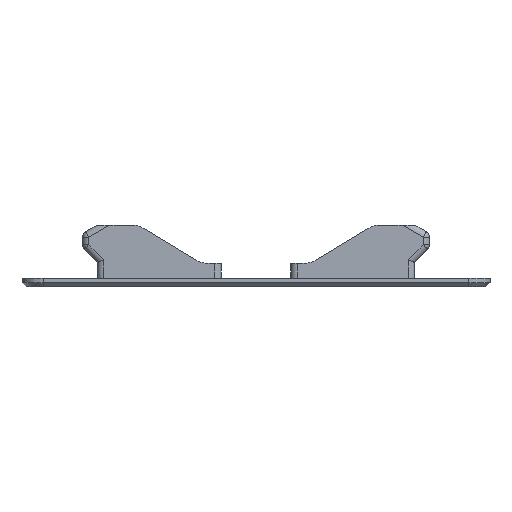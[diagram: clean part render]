
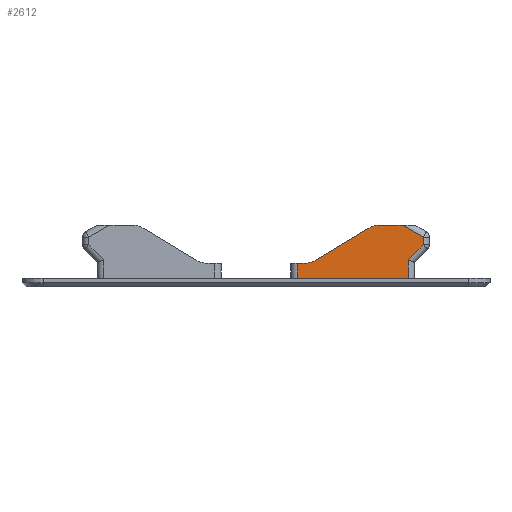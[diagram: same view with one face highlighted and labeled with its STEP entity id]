
A CAD part, left-side view. The second image highlights one B-rep face of the part: STEP entity #2612.
In plain terms, the highlighted planar face has unit normal (-1, 0, 0).
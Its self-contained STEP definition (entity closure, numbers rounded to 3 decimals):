
#115 = VERTEX_POINT ( 'NONE', #3555 ) ;
#160 = VECTOR ( 'NONE', #6409, 1000. ) ;
#178 = CARTESIAN_POINT ( 'NONE',  ( -55., 0., 0. ) ) ;
#197 = VECTOR ( 'NONE', #1684, 1000. ) ;
#201 = LINE ( 'NONE', #3360, #160 ) ;
#224 = DIRECTION ( 'NONE',  ( 1., 0., 0. ) ) ;
#262 = VECTOR ( 'NONE', #1578, 1000. ) ;
#410 = CARTESIAN_POINT ( 'NONE',  ( -55., -3.85, 2.2 ) ) ;
#422 = LINE ( 'NONE', #2492, #262 ) ;
#585 = VERTEX_POINT ( 'NONE', #3955 ) ;
#586 = CIRCLE ( 'NONE', #1879, 2. ) ;
#648 = VERTEX_POINT ( 'NONE', #1949 ) ;
#652 = DIRECTION ( 'NONE',  ( 0., 0., 1. ) ) ;
#737 = DIRECTION ( 'NONE',  ( 0., 0., 1. ) ) ;
#767 = CARTESIAN_POINT ( 'NONE',  ( -55., -11.604, 3.8 ) ) ;
#853 = LINE ( 'NONE', #1908, #1774 ) ;
#864 = EDGE_CURVE ( 'NONE', #1953, #2853, #1201, .T. ) ;
#947 = ORIENTED_EDGE ( 'NONE', *, *, #5170, .F. ) ;
#965 = EDGE_CURVE ( 'NONE', #5408, #648, #6613, .T. ) ;
#985 = DIRECTION ( 'NONE',  ( 0., 0., -1. ) ) ;
#1003 = CARTESIAN_POINT ( 'NONE',  ( -55., -5.525, 2.485 ) ) ;
#1201 = LINE ( 'NONE', #4765, #197 ) ;
#1352 = LINE ( 'NONE', #3430, #3892 ) ;
#1357 = DIRECTION ( 'NONE',  ( 0., -0.866, -0.5 ) ) ;
#1578 = DIRECTION ( 'NONE',  ( 0., -1., 0. ) ) ;
#1634 = EDGE_CURVE ( 'NONE', #2853, #2531, #1352, .T. ) ;
#1684 = DIRECTION ( 'NONE',  ( 0., 0., 1. ) ) ;
#1768 = EDGE_LOOP ( 'NONE', ( #947, #3775, #3166, #2965, #1920, #5299, #5838, #4538, #5564, #4295, #2274 ) ) ;
#1774 = VECTOR ( 'NONE', #1357, 1000. ) ;
#1879 = AXIS2_PLACEMENT_3D ( 'NONE', #2686, #5179, #4750 ) ;
#1908 = CARTESIAN_POINT ( 'NONE',  ( -55., -5.928, 10.267 ) ) ;
#1920 = ORIENTED_EDGE ( 'NONE', *, *, #1634, .F. ) ;
#1949 = CARTESIAN_POINT ( 'NONE',  ( -55., -15.65, 3.949 ) ) ;
#1953 = VERTEX_POINT ( 'NONE', #2243 ) ;
#2074 = LINE ( 'NONE', #3598, #4912 ) ;
#2230 = VERTEX_POINT ( 'NONE', #1003 ) ;
#2243 = CARTESIAN_POINT ( 'NONE',  ( -55., -3.85, 0.8 ) ) ;
#2248 = DIRECTION ( 'NONE',  ( 0., -1., 0. ) ) ;
#2274 = ORIENTED_EDGE ( 'NONE', *, *, #5418, .F. ) ;
#2379 = LINE ( 'NONE', #6476, #4909 ) ;
#2492 = CARTESIAN_POINT ( 'NONE',  ( -55., -14.864, 5.8 ) ) ;
#2531 = VERTEX_POINT ( 'NONE', #6660 ) ;
#2612 = ADVANCED_FACE ( 'NONE', ( #3809 ), #4757, .F. ) ;
#2686 = CARTESIAN_POINT ( 'NONE',  ( -55., -4.496, 4.2 ) ) ;
#2810 = EDGE_CURVE ( 'NONE', #2230, #5165, #2379, .T. ) ;
#2853 = VERTEX_POINT ( 'NONE', #410 ) ;
#2868 = VERTEX_POINT ( 'NONE', #4035 ) ;
#2965 = ORIENTED_EDGE ( 'NONE', *, *, #3021, .F. ) ;
#2989 = CARTESIAN_POINT ( 'NONE',  ( -55., -15.65, 0. ) ) ;
#3021 = EDGE_CURVE ( 'NONE', #2531, #2230, #586, .T. ) ;
#3064 = EDGE_CURVE ( 'NONE', #115, #1953, #3155, .T. ) ;
#3123 = CARTESIAN_POINT ( 'NONE',  ( -55., -13.05, 0.8 ) ) ;
#3133 = EDGE_CURVE ( 'NONE', #648, #2868, #201, .T. ) ;
#3155 = LINE ( 'NONE', #3123, #6197 ) ;
#3166 = ORIENTED_EDGE ( 'NONE', *, *, #2810, .F. ) ;
#3205 = DIRECTION ( 'NONE',  ( 1., 0., 0. ) ) ;
#3293 = AXIS2_PLACEMENT_3D ( 'NONE', #178, #3205, #652 ) ;
#3360 = CARTESIAN_POINT ( 'NONE',  ( -55., -5.851, -5.851 ) ) ;
#3430 = CARTESIAN_POINT ( 'NONE',  ( -55., -3.25, 2.2 ) ) ;
#3555 = CARTESIAN_POINT ( 'NONE',  ( -55., -14.25, 0.8 ) ) ;
#3598 = CARTESIAN_POINT ( 'NONE',  ( -55., -14.25, 0. ) ) ;
#3649 = EDGE_CURVE ( 'NONE', #5165, #585, #3749, .T. ) ;
#3670 = VECTOR ( 'NONE', #5045, 1000. ) ;
#3749 = CIRCLE ( 'NONE', #5986, 2. ) ;
#3775 = ORIENTED_EDGE ( 'NONE', *, *, #3649, .F. ) ;
#3809 = FACE_OUTER_BOUND ( 'NONE', #1768, .T. ) ;
#3892 = VECTOR ( 'NONE', #2248, 1000. ) ;
#3936 = DIRECTION ( 'NONE',  ( 0., -0.857, 0.514 ) ) ;
#3955 = CARTESIAN_POINT ( 'NONE',  ( -55., -11.604, 5.8 ) ) ;
#4035 = CARTESIAN_POINT ( 'NONE',  ( -55., -14.25, 2.549 ) ) ;
#4295 = ORIENTED_EDGE ( 'NONE', *, *, #965, .F. ) ;
#4345 = CARTESIAN_POINT ( 'NONE',  ( -55., -15.65, 4.654 ) ) ;
#4538 = ORIENTED_EDGE ( 'NONE', *, *, #5608, .F. ) ;
#4750 = DIRECTION ( 'NONE',  ( 0., 0., 1. ) ) ;
#4757 = PLANE ( 'NONE',  #3293 ) ;
#4765 = CARTESIAN_POINT ( 'NONE',  ( -55., -3.85, 0. ) ) ;
#4780 = DIRECTION ( 'NONE',  ( 0., 1., 0. ) ) ;
#4909 = VECTOR ( 'NONE', #3936, 1000. ) ;
#4912 = VECTOR ( 'NONE', #985, 1000. ) ;
#5045 = DIRECTION ( 'NONE',  ( 0., 0., -1. ) ) ;
#5050 = CARTESIAN_POINT ( 'NONE',  ( -55., -13.664, 5.8 ) ) ;
#5165 = VERTEX_POINT ( 'NONE', #5620 ) ;
#5170 = EDGE_CURVE ( 'NONE', #585, #5511, #422, .T. ) ;
#5179 = DIRECTION ( 'NONE',  ( -1., 0., 0. ) ) ;
#5299 = ORIENTED_EDGE ( 'NONE', *, *, #864, .F. ) ;
#5408 = VERTEX_POINT ( 'NONE', #4345 ) ;
#5418 = EDGE_CURVE ( 'NONE', #5511, #5408, #853, .T. ) ;
#5511 = VERTEX_POINT ( 'NONE', #5050 ) ;
#5564 = ORIENTED_EDGE ( 'NONE', *, *, #3133, .F. ) ;
#5608 = EDGE_CURVE ( 'NONE', #2868, #115, #2074, .T. ) ;
#5620 = CARTESIAN_POINT ( 'NONE',  ( -55., -10.575, 5.515 ) ) ;
#5838 = ORIENTED_EDGE ( 'NONE', *, *, #3064, .F. ) ;
#5986 = AXIS2_PLACEMENT_3D ( 'NONE', #767, #224, #737 ) ;
#6197 = VECTOR ( 'NONE', #4780, 1000. ) ;
#6409 = DIRECTION ( 'NONE',  ( 0., 0.707, -0.707 ) ) ;
#6476 = CARTESIAN_POINT ( 'NONE',  ( -55., -5.05, 2.2 ) ) ;
#6613 = LINE ( 'NONE', #2989, #3670 ) ;
#6660 = CARTESIAN_POINT ( 'NONE',  ( -55., -4.496, 2.2 ) ) ;
